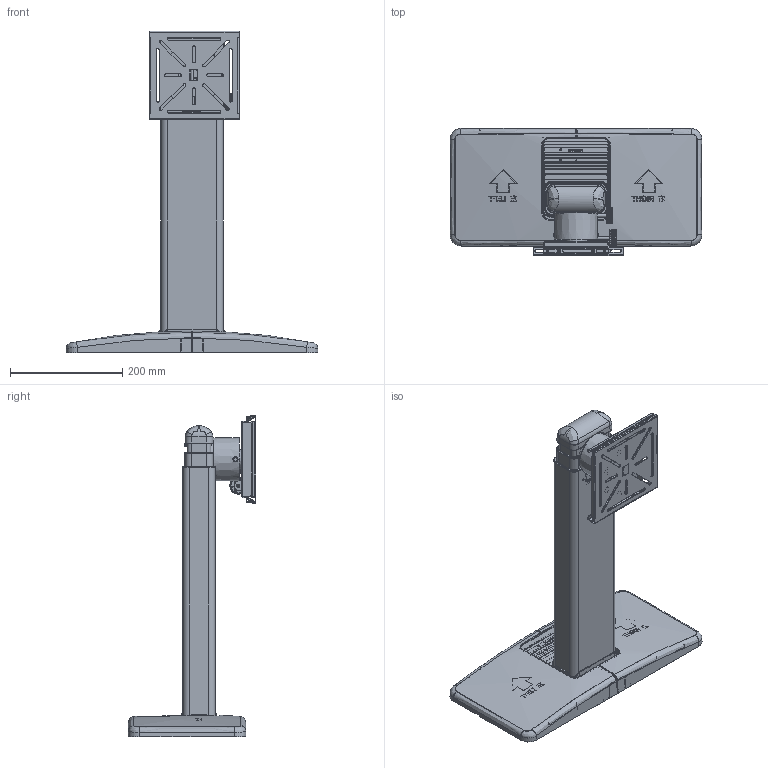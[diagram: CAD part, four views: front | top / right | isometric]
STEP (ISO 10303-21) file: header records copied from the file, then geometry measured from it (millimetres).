
FILE_DESCRIPTION (( 'STEP AP214' ), '1' );
FILE_NAME ('装配体_投影机挂架(LT30C-D)_收.STEP', '2017-12-05T07:22:08', ( 'admin' ), ( '' ), 'SwSTEP 2.0', 'SolidWorks 2011', '' );
FILE_SCHEMA (( 'AUTOMOTIVE_DESIGN' ));
Length unit declared in the file: millimetre
Products named in the file (1): 装配体_投影机挂架(LT30C-D)_收
Bounding box: 449 x 227.7 x 573.12 mm (x, y, z)
Surface area: 1090107.5 mm2 (no closed solid volume)
Topology: 0 solids, 106 shells, 1916 faces, 8995 edges, 6910 vertices
Faces by surface type: plane 847, cylinder 613, bspline 186, torus 141, cone 127, sphere 2
Full cylindrical faces by diameter (mm): 2.7 x2, 3.2 x6, 3.5 x8, 4 x13, 4.2 x7, 5 x10, 5.2 x2, 5.9 x4, 6 x1, 6.1 x1, 6.2 x1, 6.7 x4, 7 x1, 8.2 x2, 9 x1, 26 x2
Entity records: 133763 total; most frequent: CARTESIAN_POINT 45698, DIRECTION 12853, ORIENTED_EDGE 12289, EDGE_CURVE 8863, VERTEX_POINT 6874, LINE 4591, VECTOR 4591, AXIS2_PLACEMENT_3D 4131
